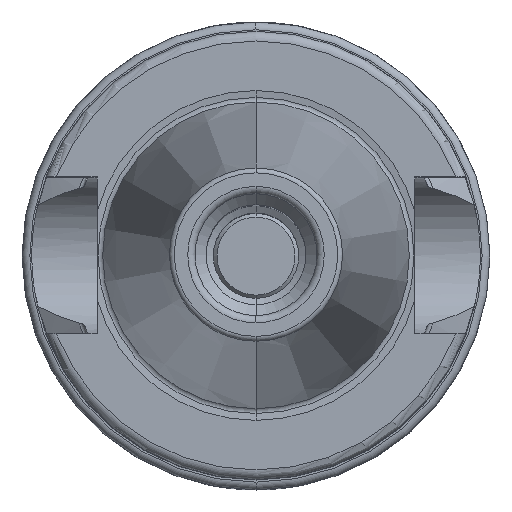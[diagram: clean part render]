
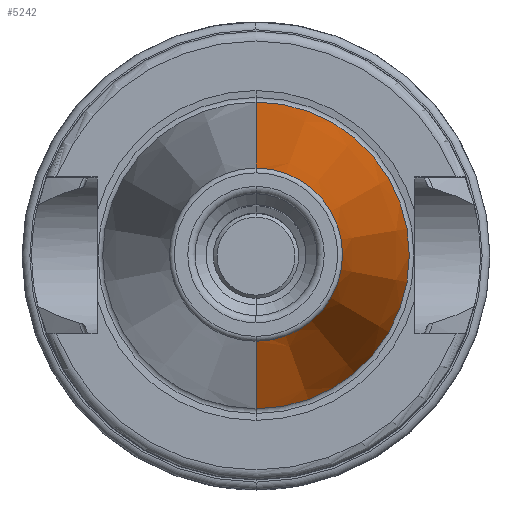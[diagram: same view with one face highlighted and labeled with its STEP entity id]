
A CAD part, top view. The second image highlights one B-rep face of the part: STEP entity #5242.
In plain terms, the highlighted conical face has half-angle 8.297 degrees and reference radius 12.304 mm.
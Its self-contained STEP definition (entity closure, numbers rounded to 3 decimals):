
#1936=CARTESIAN_POINT('',(0,0,69.972));
#1937=DIRECTION('',(0,0,1));
#1938=DIRECTION('',(0,-1,0));
#1939=AXIS2_PLACEMENT_3D('',#1936,#1937,#1938);
#1941=CARTESIAN_POINT('',(0,0,23));
#1942=DIRECTION('',(0,0,-1));
#1943=DIRECTION('',(0,1,0));
#1944=AXIS2_PLACEMENT_3D('',#1941,#1942,#1943);
#2185=DIRECTION('',(0.,0.144,0.99));
#2186=VECTOR('',#2185,47.469);
#2187=CARTESIAN_POINT('',(0,-15.729,23));
#2188=LINE('',#2187,#2186);
#2194=DIRECTION('',(0.,-0.144,0.99));
#2195=VECTOR('',#2194,47.469);
#2196=CARTESIAN_POINT('',(0,15.729,23));
#2197=LINE('',#2196,#2195);
#2484=CARTESIAN_POINT('',(0,15.729,23));
#2486=VERTEX_POINT('',#2484);
#2500=CARTESIAN_POINT('',(0,-15.729,23));
#2502=VERTEX_POINT('',#2500);
#2527=CARTESIAN_POINT('',(0,8.879,69.972));
#2528=CARTESIAN_POINT('',(0,-8.879,69.972));
#2529=VERTEX_POINT('',#2527);
#2530=VERTEX_POINT('',#2528);
#5228=CARTESIAN_POINT('',(0,0,46.486));
#5229=DIRECTION('',(0,0,-1));
#5230=DIRECTION('',(0,-1,0));
#5231=AXIS2_PLACEMENT_3D('',#5228,#5229,#5230);
#5232=CONICAL_SURFACE('',#5231,12.304,8.297);
#5234=ORIENTED_EDGE('',*,*,#5233,.T.);
#5236=ORIENTED_EDGE('',*,*,#5235,.F.);
#5237=ORIENTED_EDGE('',*,*,#5223,.T.);
#5239=ORIENTED_EDGE('',*,*,#5238,.T.);
#5240=EDGE_LOOP('',(#5234,#5236,#5237,#5239));
#5241=FACE_OUTER_BOUND('',#5240,.F.);
#5242=ADVANCED_FACE('',(#5241),#5232,.T.);
#1940=CIRCLE('',#1939,8.879);
#1945=CIRCLE('',#1944,15.729);
#5223=EDGE_CURVE('',#2486,#2502,#1945,.T.);
#5233=EDGE_CURVE('',#2530,#2529,#1940,.T.);
#5235=EDGE_CURVE('',#2486,#2529,#2197,.T.);
#5238=EDGE_CURVE('',#2502,#2530,#2188,.T.);
